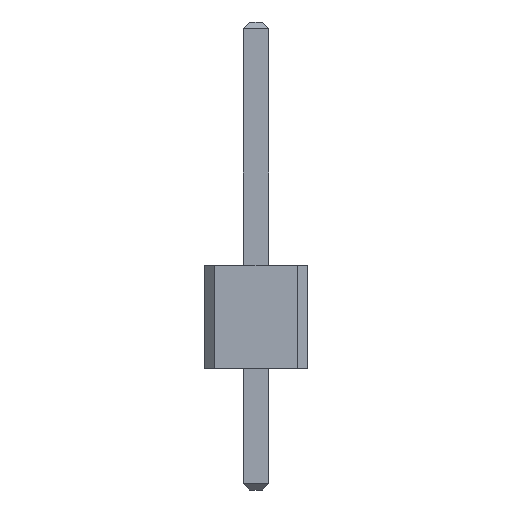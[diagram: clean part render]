
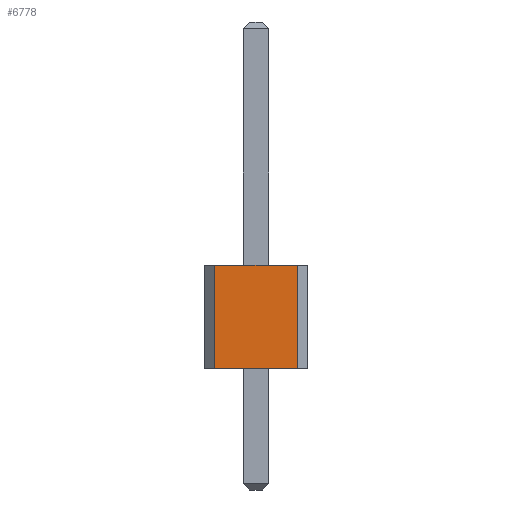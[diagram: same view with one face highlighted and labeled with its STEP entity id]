
A CAD part, front view. The second image highlights one B-rep face of the part: STEP entity #6778.
In plain terms, the highlighted planar face has unit normal (0, -1, 0).
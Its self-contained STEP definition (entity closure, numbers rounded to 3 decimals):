
#12=DIRECTION('',(0.,0.,1.));
#26=VECTOR('',#12,1.);
#88=DIRECTION('',(1.,0.,0.));
#667=VERTEX_POINT('',#668);
#668=CARTESIAN_POINT('',(-1.016,-97.79,0.));
#671=EDGE_CURVE('',#667,#672,#674,.T.);
#672=VERTEX_POINT('',#673);
#673=CARTESIAN_POINT('',(1.016,-97.79,0.));
#674=LINE('',#668,#675);
#675=VECTOR('',#88,1.);
#689=DIRECTION('',(0.,1.,0.));
#2860=VERTEX_POINT('',#2861);
#2861=CARTESIAN_POINT('',(-1.016,-97.79,2.54));
#2863=ORIENTED_EDGE('',*,*,#2864,.T.);
#2864=EDGE_CURVE('',#2860,#2865,#2867,.T.);
#2865=VERTEX_POINT('',#2866);
#2866=CARTESIAN_POINT('',(1.016,-97.79,2.54));
#2867=LINE('',#2861,#675);
#6763=EDGE_CURVE('',#667,#2860,#6764,.T.);
#6764=LINE('',#668,#26);
#6778=ADVANCED_FACE('',(#6779),#6786,.F.);
#6779=FACE_BOUND('',#6780,.F.);
#6780=EDGE_LOOP('',(#6781,#2863,#6782,#6785));
#6781=ORIENTED_EDGE('',*,*,#6763,.T.);
#6782=ORIENTED_EDGE('',*,*,#6783,.F.);
#6783=EDGE_CURVE('',#672,#2865,#6784,.T.);
#6784=LINE('',#673,#26);
#6785=ORIENTED_EDGE('',*,*,#671,.F.);
#6786=PLANE('',#6787);
#6787=AXIS2_PLACEMENT_3D('',#668,#689,#88);
